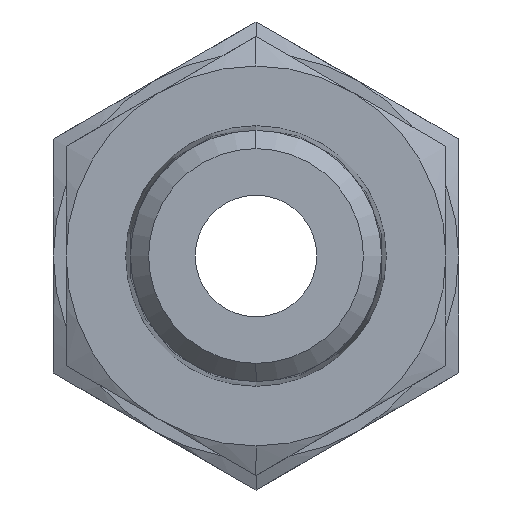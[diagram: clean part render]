
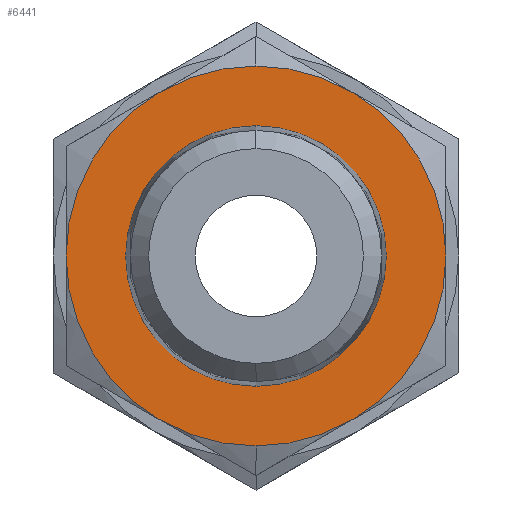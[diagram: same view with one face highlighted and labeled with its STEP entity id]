
A CAD part, left-side view. The second image highlights one B-rep face of the part: STEP entity #6441.
In plain terms, the highlighted planar face has unit normal (-1, 0, 0).
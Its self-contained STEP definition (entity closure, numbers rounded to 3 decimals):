
#192 = CIRCLE ( 'NONE', #1238, 7.5 ) ;
#194 = EDGE_LOOP ( 'NONE', ( #1194, #2263 ) ) ;
#331 = AXIS2_PLACEMENT_3D ( 'NONE', #7170, #5995, #4873 ) ;
#602 = CARTESIAN_POINT ( 'NONE',  ( 9.967, -7.5, 0. ) ) ;
#693 = VERTEX_POINT ( 'NONE', #6869 ) ;
#746 = ORIENTED_EDGE ( 'NONE', *, *, #1922, .T. ) ;
#824 = AXIS2_PLACEMENT_3D ( 'NONE', #2399, #4606, #6336 ) ;
#1179 = CARTESIAN_POINT ( 'NONE',  ( 9.967, 0., 0. ) ) ;
#1194 = ORIENTED_EDGE ( 'NONE', *, *, #4558, .T. ) ;
#1203 = CARTESIAN_POINT ( 'NONE',  ( 9.967, 7.5, 0. ) ) ;
#1238 = AXIS2_PLACEMENT_3D ( 'NONE', #3224, #3259, #6405 ) ;
#1468 = DIRECTION ( 'NONE',  ( 0., 0., -1. ) ) ;
#1586 = EDGE_CURVE ( 'NONE', #5692, #6746, #192, .T. ) ;
#1639 = ORIENTED_EDGE ( 'NONE', *, *, #4265, .T. ) ;
#1658 = VERTEX_POINT ( 'NONE', #5858 ) ;
#1713 = DIRECTION ( 'NONE',  ( 1., 0., 0. ) ) ;
#1868 = EDGE_CURVE ( 'NONE', #6746, #2119, #6301, .T. ) ;
#1891 = CARTESIAN_POINT ( 'NONE',  ( 9.967, 0., 0. ) ) ;
#1916 = AXIS2_PLACEMENT_3D ( 'NONE', #2791, #1713, #6126 ) ;
#1922 = EDGE_CURVE ( 'NONE', #5925, #5692, #5265, .T. ) ;
#1972 = DIRECTION ( 'NONE',  ( -1., 0., 0. ) ) ;
#2027 = DIRECTION ( 'NONE',  ( 0., -0.5, 0.866 ) ) ;
#2105 = CARTESIAN_POINT ( 'NONE',  ( 9.967, 3.75, 6.495 ) ) ;
#2119 = VERTEX_POINT ( 'NONE', #1203 ) ;
#2129 = CARTESIAN_POINT ( 'NONE',  ( 9.967, 0., 0. ) ) ;
#2263 = ORIENTED_EDGE ( 'NONE', *, *, #2614, .T. ) ;
#2399 = CARTESIAN_POINT ( 'NONE',  ( 9.967, 0., 0. ) ) ;
#2433 = FACE_OUTER_BOUND ( 'NONE', #3546, .T. ) ;
#2514 = CARTESIAN_POINT ( 'NONE',  ( 9.967, 0., 0. ) ) ;
#2567 = AXIS2_PLACEMENT_3D ( 'NONE', #7161, #3352, #6097 ) ;
#2614 = EDGE_CURVE ( 'NONE', #1658, #5413, #6897, .T. ) ;
#2616 = ORIENTED_EDGE ( 'NONE', *, *, #1586, .T. ) ;
#2681 = AXIS2_PLACEMENT_3D ( 'NONE', #4725, #6427, #1468 ) ;
#2791 = CARTESIAN_POINT ( 'NONE',  ( 9.967, 0., 0. ) ) ;
#2795 = AXIS2_PLACEMENT_3D ( 'NONE', #2129, #5502, #3299 ) ;
#2841 = CARTESIAN_POINT ( 'NONE',  ( 9.967, 0., -7.5 ) ) ;
#2956 = AXIS2_PLACEMENT_3D ( 'NONE', #3692, #5281, #2027 ) ;
#2979 = FACE_BOUND ( 'NONE', #194, .T. ) ;
#3107 = AXIS2_PLACEMENT_3D ( 'NONE', #1179, #3387, #5791 ) ;
#3217 = ORIENTED_EDGE ( 'NONE', *, *, #4875, .T. ) ;
#3220 = CARTESIAN_POINT ( 'NONE',  ( 9.967, 0., -5.143 ) ) ;
#3224 = CARTESIAN_POINT ( 'NONE',  ( 9.967, 0., 0. ) ) ;
#3259 = DIRECTION ( 'NONE',  ( -1., 0., 0. ) ) ;
#3260 = CIRCLE ( 'NONE', #824, 7.5 ) ;
#3287 = VERTEX_POINT ( 'NONE', #3721 ) ;
#3299 = DIRECTION ( 'NONE',  ( 0., -0.5, -0.866 ) ) ;
#3352 = DIRECTION ( 'NONE',  ( -1., 0., 0. ) ) ;
#3359 = ORIENTED_EDGE ( 'NONE', *, *, #3680, .T. ) ;
#3387 = DIRECTION ( 'NONE',  ( -1., 0., 0. ) ) ;
#3478 = VERTEX_POINT ( 'NONE', #2841 ) ;
#3546 = EDGE_LOOP ( 'NONE', ( #746, #2616, #7019, #4299, #3217, #3359, #1639, #6678 ) ) ;
#3559 = DIRECTION ( 'NONE',  ( 0., 1., 0. ) ) ;
#3680 = EDGE_CURVE ( 'NONE', #3478, #693, #6627, .T. ) ;
#3692 = CARTESIAN_POINT ( 'NONE',  ( 9.967, 0., 0. ) ) ;
#3721 = CARTESIAN_POINT ( 'NONE',  ( 9.967, 3.75, -6.495 ) ) ;
#3745 = VERTEX_POINT ( 'NONE', #602 ) ;
#4187 = DIRECTION ( 'NONE',  ( 0., 0.5, 0.866 ) ) ;
#4265 = EDGE_CURVE ( 'NONE', #693, #3745, #4997, .T. ) ;
#4299 = ORIENTED_EDGE ( 'NONE', *, *, #7122, .T. ) ;
#4346 = AXIS2_PLACEMENT_3D ( 'NONE', #2514, #1972, #4187 ) ;
#4492 = AXIS2_PLACEMENT_3D ( 'NONE', #1891, #6303, #3559 ) ;
#4558 = EDGE_CURVE ( 'NONE', #5413, #1658, #5800, .T. ) ;
#4606 = DIRECTION ( 'NONE',  ( -1., 0., 0. ) ) ;
#4644 = PLANE ( 'NONE',  #4492 ) ;
#4725 = CARTESIAN_POINT ( 'NONE',  ( 9.967, 0., 0. ) ) ;
#4873 = DIRECTION ( 'NONE',  ( 0., 1., 0. ) ) ;
#4875 = EDGE_CURVE ( 'NONE', #3287, #3478, #3260, .T. ) ;
#4997 = CIRCLE ( 'NONE', #2795, 7.5 ) ;
#5265 = CIRCLE ( 'NONE', #2956, 7.5 ) ;
#5281 = DIRECTION ( 'NONE',  ( -1., 0., 0. ) ) ;
#5413 = VERTEX_POINT ( 'NONE', #3220 ) ;
#5502 = DIRECTION ( 'NONE',  ( -1., 0., 0. ) ) ;
#5652 = CIRCLE ( 'NONE', #331, 7.5 ) ;
#5692 = VERTEX_POINT ( 'NONE', #6825 ) ;
#5791 = DIRECTION ( 'NONE',  ( 0., -1., 0. ) ) ;
#5800 = CIRCLE ( 'NONE', #2681, 5.143 ) ;
#5858 = CARTESIAN_POINT ( 'NONE',  ( 9.967, 0., 5.143 ) ) ;
#5925 = VERTEX_POINT ( 'NONE', #7007 ) ;
#5995 = DIRECTION ( 'NONE',  ( -1., 0., 0. ) ) ;
#6097 = DIRECTION ( 'NONE',  ( 0., 0., -1. ) ) ;
#6126 = DIRECTION ( 'NONE',  ( 0., 0., 1. ) ) ;
#6301 = CIRCLE ( 'NONE', #4346, 7.5 ) ;
#6303 = DIRECTION ( 'NONE',  ( 1., 0., 0. ) ) ;
#6336 = DIRECTION ( 'NONE',  ( 0., 0.5, -0.866 ) ) ;
#6405 = DIRECTION ( 'NONE',  ( 0., 0., 1. ) ) ;
#6427 = DIRECTION ( 'NONE',  ( 1., 0., 0. ) ) ;
#6441 = ADVANCED_FACE ( 'NONE', ( #2979, #2433 ), #4644, .F. ) ;
#6564 = EDGE_CURVE ( 'NONE', #3745, #5925, #6582, .T. ) ;
#6582 = CIRCLE ( 'NONE', #3107, 7.5 ) ;
#6627 = CIRCLE ( 'NONE', #2567, 7.5 ) ;
#6678 = ORIENTED_EDGE ( 'NONE', *, *, #6564, .T. ) ;
#6746 = VERTEX_POINT ( 'NONE', #2105 ) ;
#6825 = CARTESIAN_POINT ( 'NONE',  ( 9.967, 0., 7.5 ) ) ;
#6869 = CARTESIAN_POINT ( 'NONE',  ( 9.967, -3.75, -6.495 ) ) ;
#6897 = CIRCLE ( 'NONE', #1916, 5.143 ) ;
#7007 = CARTESIAN_POINT ( 'NONE',  ( 9.967, -3.75, 6.495 ) ) ;
#7019 = ORIENTED_EDGE ( 'NONE', *, *, #1868, .T. ) ;
#7122 = EDGE_CURVE ( 'NONE', #2119, #3287, #5652, .T. ) ;
#7161 = CARTESIAN_POINT ( 'NONE',  ( 9.967, 0., 0. ) ) ;
#7170 = CARTESIAN_POINT ( 'NONE',  ( 9.967, 0., 0. ) ) ;
